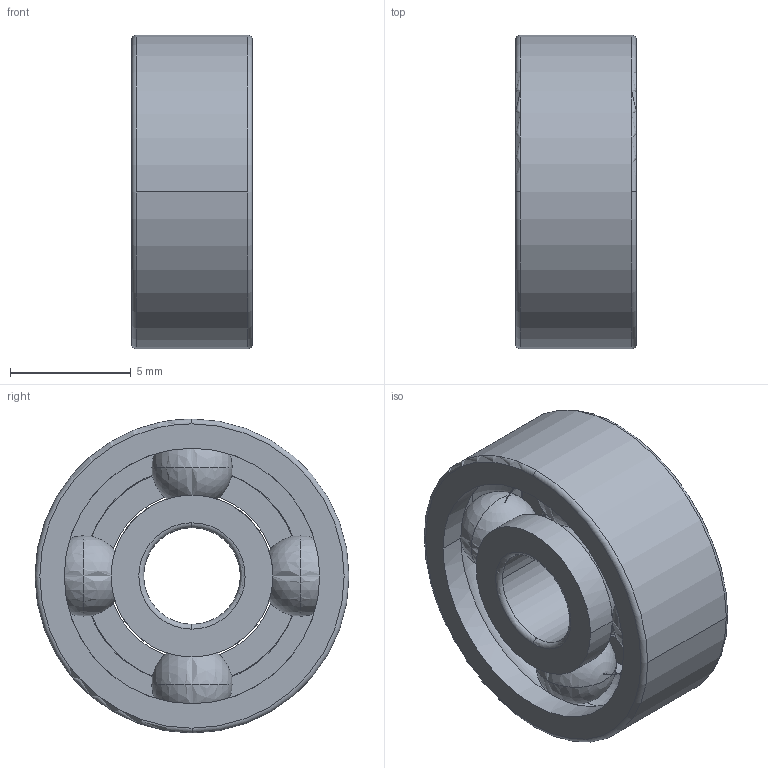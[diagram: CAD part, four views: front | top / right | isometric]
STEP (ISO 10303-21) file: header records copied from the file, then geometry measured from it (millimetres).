
FILE_DESCRIPTION(('CATIA V5 STEP Exchange'),'2;1');
FILE_NAME('bearing_624Z.stp','2021-01-06T14:59:31+00:00',('none'),('none'),'CATIA Version 5 Release 21 GA (IN-10)','CATIA V5 STEP AP203','none');
FILE_SCHEMA(('CONFIG_CONTROL_DESIGN'));
Length unit declared in the file: millimetre
Products named in the file (1): rod_624Z
Bounding box: 5 x 13 x 13 mm (x, y, z)
Volume: 330.5 mm3; surface area: 960.5 mm2
Topology: 1 solids, 1 shells, 69 faces, 399 edges, 321 vertices
Faces by surface type: torus 36, cylinder 18, sphere 8, plane 7
Entity records: 4376 total; most frequent: CARTESIAN_POINT 1745, ORIENTED_EDGE 766, EDGE_CURVE 383, VERTEX_POINT 321, B_SPLINE_CURVE_WITH_KNOTS 283, DIRECTION 238, AXIS2_PLACEMENT_3D 152, EDGE_LOOP 92
